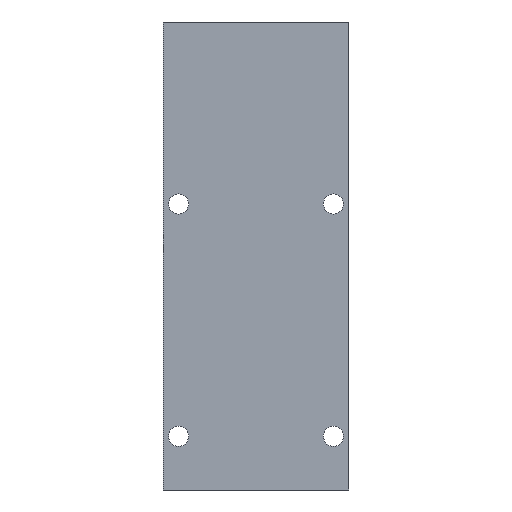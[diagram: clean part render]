
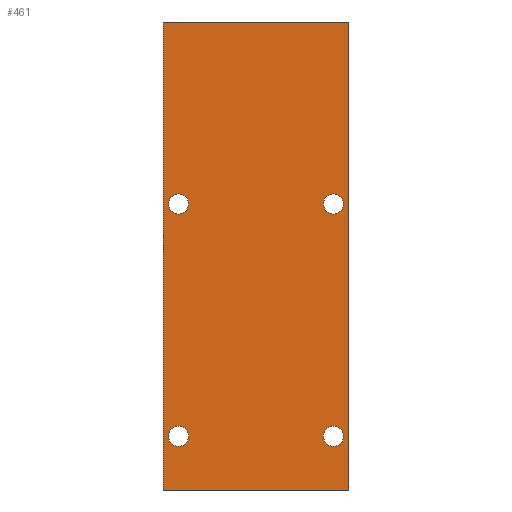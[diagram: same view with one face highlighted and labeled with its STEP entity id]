
A CAD part, front view. The second image highlights one B-rep face of the part: STEP entity #461.
In plain terms, the highlighted planar face has unit normal (0, -1, 0).
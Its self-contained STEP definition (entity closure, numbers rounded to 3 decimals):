
#78 = ORIENTED_EDGE ( 'NONE', *, *, #593, .F. ) ;
#160 = CARTESIAN_POINT ( 'NONE',  ( -14.875, 1.905, -142.095 ) ) ;
#178 = EDGE_CURVE ( 'NONE', #1771, #2211, #2491, .T. ) ;
#235 = VERTEX_POINT ( 'NONE', #1381 ) ;
#270 = EDGE_CURVE ( 'NONE', #390, #235, #1467, .T. ) ;
#277 = ORIENTED_EDGE ( 'NONE', *, *, #1333, .F. ) ;
#300 = FACE_BOUND ( 'NONE', #3977, .T. ) ;
#335 = EDGE_CURVE ( 'NONE', #1777, #1771, #1303, .T. ) ;
#353 = FACE_OUTER_BOUND ( 'NONE', #2489, .T. ) ;
#361 = PLANE ( 'NONE',  #1367 ) ;
#390 = VERTEX_POINT ( 'NONE', #4175 ) ;
#461 = ADVANCED_FACE ( 'NONE', ( #4106, #4070, #4027, #300, #353 ), #361, .F. ) ;
#545 = DIRECTION ( 'NONE',  ( 0., 0., -1. ) ) ;
#593 = EDGE_CURVE ( 'NONE', #1777, #718, #2091, .T. ) ;
#608 = DIRECTION ( 'NONE',  ( 0., 0., -1. ) ) ;
#615 = DIRECTION ( 'NONE',  ( 0., -1., 0. ) ) ;
#659 = VERTEX_POINT ( 'NONE', #3060 ) ;
#710 = CARTESIAN_POINT ( 'NONE',  ( -17.78, 1.905, 152.4 ) ) ;
#718 = VERTEX_POINT ( 'NONE', #2136 ) ;
#722 = ORIENTED_EDGE ( 'NONE', *, *, #335, .T. ) ;
#884 = DIRECTION ( 'NONE',  ( 0., 0., 1. ) ) ;
#951 = DIRECTION ( 'NONE',  ( 0., 0., -1. ) ) ;
#965 = DIRECTION ( 'NONE',  ( 0., -1., 0. ) ) ;
#980 = DIRECTION ( 'NONE',  ( 0., 1., 0. ) ) ;
#984 = CARTESIAN_POINT ( 'NONE',  ( -14.875, 1.905, -97.47 ) ) ;
#1002 = VECTOR ( 'NONE', #608, 1000. ) ;
#1032 = ORIENTED_EDGE ( 'NONE', *, *, #270, .F. ) ;
#1074 = DIRECTION ( 'NONE',  ( 0., -1., 0. ) ) ;
#1077 = CARTESIAN_POINT ( 'NONE',  ( -17.78, 1.905, -62.521 ) ) ;
#1109 = LINE ( 'NONE', #3301, #2801 ) ;
#1123 = VECTOR ( 'NONE', #3170, 1000. ) ;
#1136 = ORIENTED_EDGE ( 'NONE', *, *, #2271, .F. ) ;
#1209 = VERTEX_POINT ( 'NONE', #2413 ) ;
#1212 = CIRCLE ( 'NONE', #3983, 1.93 ) ;
#1274 = CARTESIAN_POINT ( 'NONE',  ( 14.875, 1.905, -95.54 ) ) ;
#1283 = DIRECTION ( 'NONE',  ( 0., 0., -1. ) ) ;
#1296 = DIRECTION ( 'NONE',  ( 0., -1., 0. ) ) ;
#1303 = LINE ( 'NONE', #710, #1002 ) ;
#1304 = CARTESIAN_POINT ( 'NONE',  ( 14.875, 1.905, -97.47 ) ) ;
#1333 = EDGE_CURVE ( 'NONE', #3346, #1452, #3939, .T. ) ;
#1358 = DIRECTION ( 'NONE',  ( 0., -1., 0. ) ) ;
#1367 = AXIS2_PLACEMENT_3D ( 'NONE', #1688, #980, #884 ) ;
#1368 = CARTESIAN_POINT ( 'NONE',  ( -14.875, 1.905, -140.165 ) ) ;
#1381 = CARTESIAN_POINT ( 'NONE',  ( -14.875, 1.905, -95.54 ) ) ;
#1438 = ORIENTED_EDGE ( 'NONE', *, *, #178, .T. ) ;
#1439 = VERTEX_POINT ( 'NONE', #1533 ) ;
#1443 = EDGE_CURVE ( 'NONE', #1209, #1487, #1523, .T. ) ;
#1452 = VERTEX_POINT ( 'NONE', #1368 ) ;
#1467 = CIRCLE ( 'NONE', #3191, 1.93 ) ;
#1487 = VERTEX_POINT ( 'NONE', #1274 ) ;
#1523 = CIRCLE ( 'NONE', #3249, 1.93 ) ;
#1533 = CARTESIAN_POINT ( 'NONE',  ( 14.875, 1.905, -144.025 ) ) ;
#1621 = CIRCLE ( 'NONE', #3412, 1.93 ) ;
#1657 = ORIENTED_EDGE ( 'NONE', *, *, #4039, .F. ) ;
#1688 = CARTESIAN_POINT ( 'NONE',  ( 17.78, 1.905, 152.4 ) ) ;
#1701 = DIRECTION ( 'NONE',  ( 0., 0., -1. ) ) ;
#1706 = DIRECTION ( 'NONE',  ( 0., -1., 0. ) ) ;
#1728 = CARTESIAN_POINT ( 'NONE',  ( -14.875, 1.905, -142.095 ) ) ;
#1729 = AXIS2_PLACEMENT_3D ( 'NONE', #2714, #615, #3011 ) ;
#1758 = AXIS2_PLACEMENT_3D ( 'NONE', #1728, #1706, #1701 ) ;
#1771 = VERTEX_POINT ( 'NONE', #2483 ) ;
#1777 = VERTEX_POINT ( 'NONE', #1077 ) ;
#1878 = DIRECTION ( 'NONE',  ( 1., 0., 0. ) ) ;
#1941 = CARTESIAN_POINT ( 'NONE',  ( 17.78, 1.905, -152.4 ) ) ;
#1981 = ORIENTED_EDGE ( 'NONE', *, *, #1443, .F. ) ;
#2040 = DIRECTION ( 'NONE',  ( 0., -1., 0. ) ) ;
#2091 = LINE ( 'NONE', #3342, #1123 ) ;
#2111 = EDGE_CURVE ( 'NONE', #1452, #3346, #4065, .T. ) ;
#2136 = CARTESIAN_POINT ( 'NONE',  ( 17.78, 1.905, -62.521 ) ) ;
#2211 = VERTEX_POINT ( 'NONE', #3783 ) ;
#2260 = EDGE_CURVE ( 'NONE', #1487, #1209, #3733, .T. ) ;
#2271 = EDGE_CURVE ( 'NONE', #718, #2211, #1109, .T. ) ;
#2391 = EDGE_LOOP ( 'NONE', ( #277, #3526 ) ) ;
#2413 = CARTESIAN_POINT ( 'NONE',  ( 14.875, 1.905, -99.4 ) ) ;
#2483 = CARTESIAN_POINT ( 'NONE',  ( -17.78, 1.905, -152.4 ) ) ;
#2489 = EDGE_LOOP ( 'NONE', ( #1136, #78, #722, #1438 ) ) ;
#2491 = LINE ( 'NONE', #1941, #2909 ) ;
#2653 = DIRECTION ( 'NONE',  ( 0., -1., 0. ) ) ;
#2700 = CARTESIAN_POINT ( 'NONE',  ( -14.875, 1.905, -144.025 ) ) ;
#2714 = CARTESIAN_POINT ( 'NONE',  ( 14.875, 1.905, -97.47 ) ) ;
#2795 = AXIS2_PLACEMENT_3D ( 'NONE', #3073, #1074, #3374 ) ;
#2801 = VECTOR ( 'NONE', #4101, 1000. ) ;
#2909 = VECTOR ( 'NONE', #1878, 1000. ) ;
#3011 = DIRECTION ( 'NONE',  ( 0., 0., -1. ) ) ;
#3030 = CIRCLE ( 'NONE', #2795, 1.93 ) ;
#3060 = CARTESIAN_POINT ( 'NONE',  ( 14.875, 1.905, -140.165 ) ) ;
#3073 = CARTESIAN_POINT ( 'NONE',  ( -14.875, 1.905, -97.47 ) ) ;
#3170 = DIRECTION ( 'NONE',  ( 1., 0., 0. ) ) ;
#3191 = AXIS2_PLACEMENT_3D ( 'NONE', #984, #965, #951 ) ;
#3249 = AXIS2_PLACEMENT_3D ( 'NONE', #1304, #1296, #1283 ) ;
#3297 = CARTESIAN_POINT ( 'NONE',  ( 14.875, 1.905, -142.095 ) ) ;
#3301 = CARTESIAN_POINT ( 'NONE',  ( 17.78, 1.905, 152.4 ) ) ;
#3338 = EDGE_CURVE ( 'NONE', #659, #1439, #1621, .T. ) ;
#3342 = CARTESIAN_POINT ( 'NONE',  ( -17.78, 1.905, -62.521 ) ) ;
#3346 = VERTEX_POINT ( 'NONE', #2700 ) ;
#3374 = DIRECTION ( 'NONE',  ( 0., 0., -1. ) ) ;
#3412 = AXIS2_PLACEMENT_3D ( 'NONE', #3297, #1358, #3558 ) ;
#3526 = ORIENTED_EDGE ( 'NONE', *, *, #2111, .F. ) ;
#3558 = DIRECTION ( 'NONE',  ( 0., 0., -1. ) ) ;
#3733 = CIRCLE ( 'NONE', #1729, 1.93 ) ;
#3783 = CARTESIAN_POINT ( 'NONE',  ( 17.78, 1.905, -152.4 ) ) ;
#3797 = CARTESIAN_POINT ( 'NONE',  ( 14.875, 1.905, -142.095 ) ) ;
#3829 = EDGE_CURVE ( 'NONE', #1439, #659, #1212, .T. ) ;
#3850 = EDGE_LOOP ( 'NONE', ( #1981, #3918 ) ) ;
#3918 = ORIENTED_EDGE ( 'NONE', *, *, #2260, .F. ) ;
#3939 = CIRCLE ( 'NONE', #1758, 1.93 ) ;
#3956 = ORIENTED_EDGE ( 'NONE', *, *, #3338, .F. ) ;
#3977 = EDGE_LOOP ( 'NONE', ( #1032, #1657 ) ) ;
#3983 = AXIS2_PLACEMENT_3D ( 'NONE', #3797, #2040, #4064 ) ;
#4017 = EDGE_LOOP ( 'NONE', ( #4020, #3956 ) ) ;
#4020 = ORIENTED_EDGE ( 'NONE', *, *, #3829, .F. ) ;
#4027 = FACE_BOUND ( 'NONE', #3850, .T. ) ;
#4039 = EDGE_CURVE ( 'NONE', #235, #390, #3030, .T. ) ;
#4064 = DIRECTION ( 'NONE',  ( 0., 0., -1. ) ) ;
#4065 = CIRCLE ( 'NONE', #4169, 1.93 ) ;
#4070 = FACE_BOUND ( 'NONE', #2391, .T. ) ;
#4101 = DIRECTION ( 'NONE',  ( 0., 0., -1. ) ) ;
#4106 = FACE_BOUND ( 'NONE', #4017, .T. ) ;
#4169 = AXIS2_PLACEMENT_3D ( 'NONE', #160, #2653, #545 ) ;
#4175 = CARTESIAN_POINT ( 'NONE',  ( -14.875, 1.905, -99.4 ) ) ;
